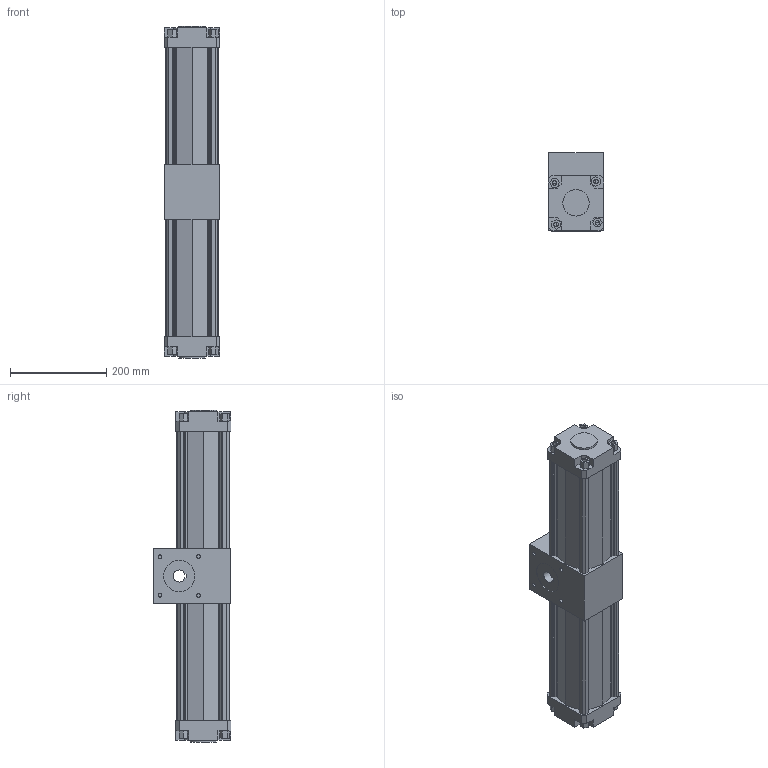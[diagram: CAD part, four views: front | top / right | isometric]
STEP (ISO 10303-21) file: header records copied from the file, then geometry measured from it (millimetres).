
FILE_DESCRIPTION(/* description */ ('Unknown'),/* implementation_level */ '2;1');
FILE_NAME(/* name */ '1330.100.270.01',/* time_stamp */ '2019-06-20T09:05:47-04:00',/* author */ ('Unknown'),/* organization */ ('Unknown'),/* preprocessor_version */ 'ST-DEVELOPER v16.7',/* originating_system */ 'DEX',/* authorisation */ $);
FILE_SCHEMA (('AUTOMOTIVE_DESIGN {1 0 10303 214 3 1 1}'));
Length unit declared in the file: millimetre
Products named in the file (2): 1330.100.360.01; 1330_100_360_01
Assembly tree (1 placements, depth 2):
  1330.100.360.01
    1330_100_360_01
Bounding box: 115 x 162 x 690 mm (x, y, z)
Volume: 7906499.2 mm3; surface area: 461252.1 mm2
Topology: 1 solids, 1 shells, 314 faces, 806 edges, 532 vertices
Faces by surface type: plane 263, cylinder 51
Full cylindrical faces by diameter (mm): 8 x8, 9.4 x16, 10 x4, 18.631 x2, 54.8 x2, 65 x2
Entity records: 9159 total; most frequent: CARTESIAN_POINT 1588, ORIENTED_EDGE 1512, DIRECTION 1506, EDGE_CURVE 756, LINE 638, VECTOR 638, VERTEX_POINT 516, AXIS2_PLACEMENT_3D 434
